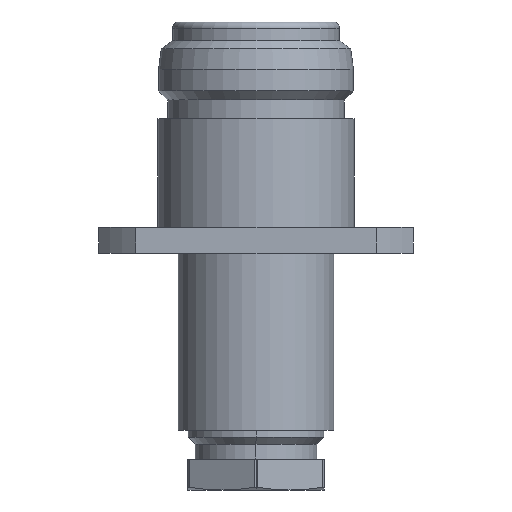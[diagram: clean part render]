
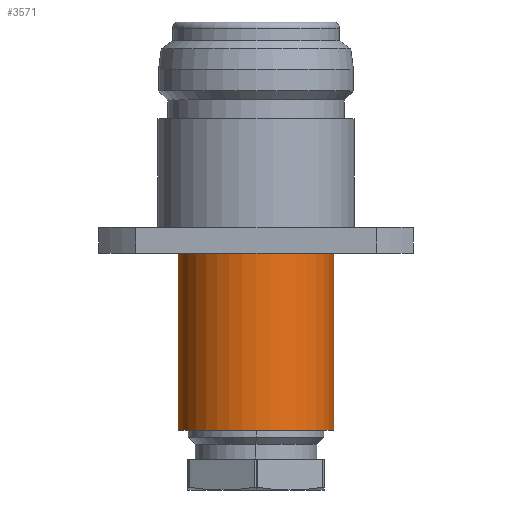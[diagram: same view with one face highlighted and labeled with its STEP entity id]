
A CAD part, front view. The second image highlights one B-rep face of the part: STEP entity #3571.
In plain terms, the highlighted cylindrical face has radius 6.3 mm (diameter 12.6 mm), a partial arc.
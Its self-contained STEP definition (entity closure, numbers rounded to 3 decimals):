
#138 = DIRECTION ( 'NONE',  ( 0., 0., 1. ) ) ;
#141 = ORIENTED_EDGE ( 'NONE', *, *, #998, .F. ) ;
#178 = DIRECTION ( 'NONE',  ( 0., 0., 1. ) ) ;
#314 = CARTESIAN_POINT ( 'NONE',  ( 6.3, 0., -18.7 ) ) ;
#359 = ORIENTED_EDGE ( 'NONE', *, *, #967, .T. ) ;
#421 = DIRECTION ( 'NONE',  ( 1., 0., 0. ) ) ;
#823 = FACE_OUTER_BOUND ( 'NONE', #2176, .T. ) ;
#826 = LINE ( 'NONE', #2577, #2702 ) ;
#967 = EDGE_CURVE ( 'NONE', #2631, #3120, #2083, .T. ) ;
#980 = CARTESIAN_POINT ( 'NONE',  ( -6.3, 0., -33. ) ) ;
#998 = EDGE_CURVE ( 'NONE', #3576, #3120, #3438, .T. ) ;
#1068 = EDGE_CURVE ( 'NONE', #3018, #2631, #3650, .T. ) ;
#1355 = DIRECTION ( 'NONE',  ( 0., 0., 1. ) ) ;
#1594 = CARTESIAN_POINT ( 'NONE',  ( 0., 0., -33. ) ) ;
#1750 = CARTESIAN_POINT ( 'NONE',  ( 0., 0., 2.331 ) ) ;
#1865 = DIRECTION ( 'NONE',  ( 1., 0., 0. ) ) ;
#1879 = EDGE_CURVE ( 'NONE', #3018, #3576, #826, .T. ) ;
#1953 = DIRECTION ( 'NONE',  ( 0., 0., 1. ) ) ;
#2034 = CYLINDRICAL_SURFACE ( 'NONE', #3863, 6.3 ) ;
#2074 = VECTOR ( 'NONE', #1953, 1000. ) ;
#2083 = LINE ( 'NONE', #3719, #2074 ) ;
#2176 = EDGE_LOOP ( 'NONE', ( #4255, #4311, #359, #141 ) ) ;
#2577 = CARTESIAN_POINT ( 'NONE',  ( -6.3, 0., 2.331 ) ) ;
#2631 = VERTEX_POINT ( 'NONE', #4241 ) ;
#2702 = VECTOR ( 'NONE', #3229, 1000. ) ;
#2769 = CARTESIAN_POINT ( 'NONE',  ( -6.3, 0., -18.7 ) ) ;
#3018 = VERTEX_POINT ( 'NONE', #980 ) ;
#3120 = VERTEX_POINT ( 'NONE', #314 ) ;
#3229 = DIRECTION ( 'NONE',  ( 0., 0., 1. ) ) ;
#3438 = CIRCLE ( 'NONE', #3780, 6.3 ) ;
#3453 = DIRECTION ( 'NONE',  ( 1., 0., 0. ) ) ;
#3571 = ADVANCED_FACE ( 'NONE', ( #823 ), #2034, .T. ) ;
#3576 = VERTEX_POINT ( 'NONE', #2769 ) ;
#3650 = CIRCLE ( 'NONE', #4261, 6.3 ) ;
#3719 = CARTESIAN_POINT ( 'NONE',  ( 6.3, 0., 2.331 ) ) ;
#3780 = AXIS2_PLACEMENT_3D ( 'NONE', #4380, #138, #1865 ) ;
#3863 = AXIS2_PLACEMENT_3D ( 'NONE', #1750, #1355, #3453 ) ;
#4241 = CARTESIAN_POINT ( 'NONE',  ( 6.3, 0., -33. ) ) ;
#4255 = ORIENTED_EDGE ( 'NONE', *, *, #1879, .F. ) ;
#4261 = AXIS2_PLACEMENT_3D ( 'NONE', #1594, #178, #421 ) ;
#4311 = ORIENTED_EDGE ( 'NONE', *, *, #1068, .T. ) ;
#4380 = CARTESIAN_POINT ( 'NONE',  ( 0., 0., -18.7 ) ) ;
